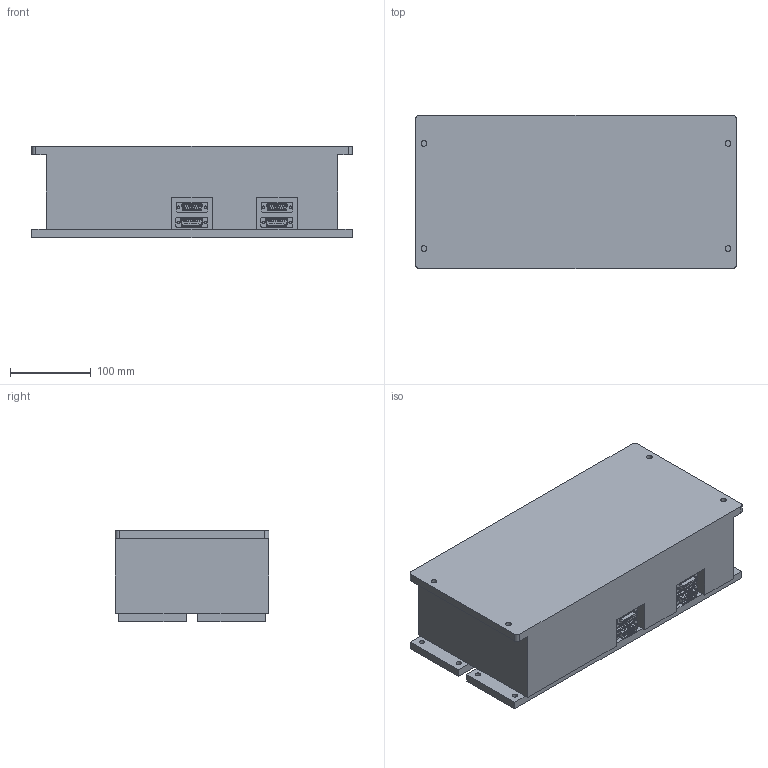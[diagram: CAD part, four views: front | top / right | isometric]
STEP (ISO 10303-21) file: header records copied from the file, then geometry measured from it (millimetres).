
FILE_DESCRIPTION(/* description */ ('Unknown'),/* implementation_level */ '2;1');
FILE_NAME(/* name */ 'AVI-400S-LP',/* time_stamp */ '2021-02-26T15:47:54+01:00',/* author */ ('Unknown'),/* organization */ ('Unknown'),/* preprocessor_version */ 'ST-DEVELOPER v16.7',/* originating_system */ 'Solid Edge',/* authorisation */ 'Unknown');
FILE_SCHEMA (('AUTOMOTIVE_DESIGN {1 0 10303 214 3 1 1}'));
Length unit declared in the file: millimetre
Products named in the file (4): AVI-400S-LP; D sub 15 S female; D sub 15 P male
Assembly tree (5 placements, depth 2):
  AVI-400S-LP
    AVI-400S-LP
    D sub 15 S female  x2
    D sub 15 P male  x2
Bounding box: 396 x 190 x 112.5 mm (x, y, z)
Volume: 7650763.2 mm3; surface area: 315282.5 mm2
Topology: 5 solids, 5 shells, 1320 faces, 3196 edges, 2042 vertices
Faces by surface type: plane 758, cylinder 428, torus 64, bspline 40, sphere 30
Full cylindrical faces by diameter (mm): 0.991 x60, 1.016 x60, 1.524 x60, 3.048 x8, 6.5 x8, 7 x4
Entity records: 22099 total; most frequent: CARTESIAN_POINT 4499, DIRECTION 3360, ORIENTED_EDGE 3036, EDGE_CURVE 1518, AXIS2_PLACEMENT_3D 1209, VERTEX_POINT 1036, LINE 942, VECTOR 942
